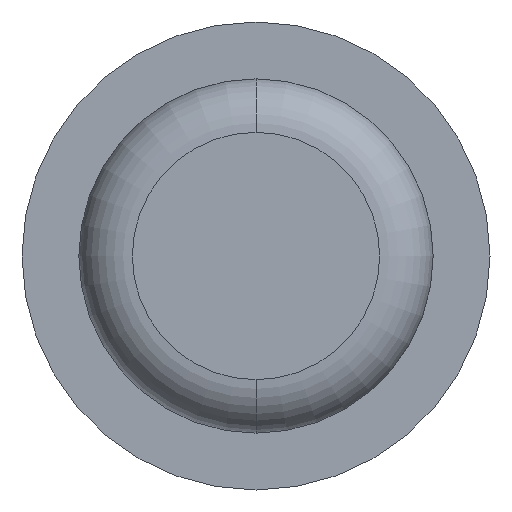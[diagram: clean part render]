
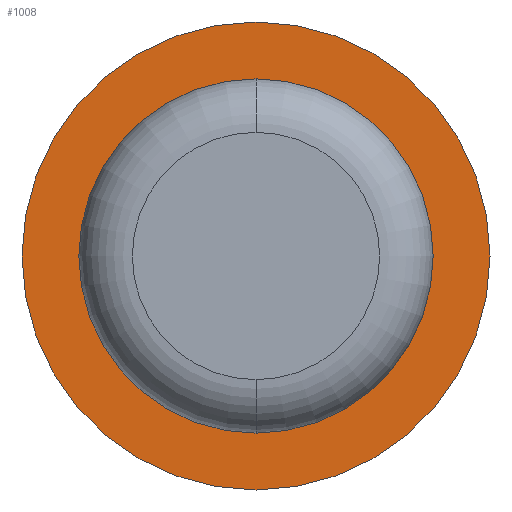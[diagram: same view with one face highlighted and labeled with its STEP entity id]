
A CAD part, front view. The second image highlights one B-rep face of the part: STEP entity #1008.
In plain terms, the highlighted planar face has unit normal (0, -1, 0).
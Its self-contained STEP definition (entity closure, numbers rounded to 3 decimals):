
#66 = AXIS2_PLACEMENT_3D ( 'NONE', #3095, #4211, #1135 ) ;
#377 = DIRECTION ( 'NONE',  ( 0., -1., 0. ) ) ;
#448 = CARTESIAN_POINT ( 'NONE',  ( 0., 7.9, 0. ) ) ;
#548 = CARTESIAN_POINT ( 'NONE',  ( 0., 7.9, -1.325 ) ) ;
#667 = EDGE_LOOP ( 'NONE', ( #3458, #3205 ) ) ;
#737 = CARTESIAN_POINT ( 'NONE',  ( 0., 7.9, 0. ) ) ;
#955 = EDGE_LOOP ( 'NONE', ( #1458, #4041 ) ) ;
#1008 = ADVANCED_FACE ( 'Defeature ausgef�hrt1_2', ( #3435, #3615 ), #1551, .T. ) ;
#1024 = CARTESIAN_POINT ( 'NONE',  ( 0., 7.9, 1.75 ) ) ;
#1034 = CARTESIAN_POINT ( 'NONE',  ( 0., 7.9, 1.325 ) ) ;
#1135 = DIRECTION ( 'NONE',  ( 0., 0., -1. ) ) ;
#1277 = EDGE_CURVE ( 'Defeature ausgef�hrt1_1+Defeature ausgef�hrt1_2+Defeature ausgef�hrt1_2+Defeature ausgef�hrt1_2', #1942, #2952, #2536, .T. ) ;
#1458 = ORIENTED_EDGE ( 'NONE', *, *, #2583, .T. ) ;
#1484 = DIRECTION ( 'NONE',  ( 0., -1., 0. ) ) ;
#1551 = PLANE ( 'NONE',  #1829 ) ;
#1627 = EDGE_CURVE ( 'Defeature ausgef�hrt1_2+Defeature ausgef�hrt1_3+Defeature ausgef�hrt1_3+Defeature ausgef�hrt1_3', #3375, #4561, #4481, .T. ) ;
#1829 = AXIS2_PLACEMENT_3D ( 'NONE', #2297, #377, #3874 ) ;
#1895 = EDGE_CURVE ( 'Defeature ausgef�hrt1_1+Defeature ausgef�hrt1_2+Defeature ausgef�hrt1_2+Defeature ausgef�hrt1_2', #2952, #1942, #3077, .T. ) ;
#1901 = DIRECTION ( 'NONE',  ( 0., 0., -1. ) ) ;
#1942 = VERTEX_POINT ( 'NONE', #548 ) ;
#1967 = AXIS2_PLACEMENT_3D ( 'NONE', #448, #2009, #2363 ) ;
#2009 = DIRECTION ( 'NONE',  ( 0., -1., 0. ) ) ;
#2297 = CARTESIAN_POINT ( 'NONE',  ( 1.325, 7.9, 0. ) ) ;
#2363 = DIRECTION ( 'NONE',  ( 0., 0., -1. ) ) ;
#2536 = CIRCLE ( 'NONE', #4599, 1.325 ) ;
#2583 = EDGE_CURVE ( 'Defeature ausgef�hrt1_2+Defeature ausgef�hrt1_3+Defeature ausgef�hrt1_3+Defeature ausgef�hrt1_3', #4561, #3375, #4303, .T. ) ;
#2952 = VERTEX_POINT ( 'NONE', #1034 ) ;
#2997 = CARTESIAN_POINT ( 'NONE',  ( 0., 7.9, -1.75 ) ) ;
#3074 = AXIS2_PLACEMENT_3D ( 'NONE', #3526, #4761, #4709 ) ;
#3077 = CIRCLE ( 'NONE', #1967, 1.325 ) ;
#3095 = CARTESIAN_POINT ( 'NONE',  ( 0., 7.9, 0. ) ) ;
#3205 = ORIENTED_EDGE ( 'NONE', *, *, #1895, .F. ) ;
#3375 = VERTEX_POINT ( 'NONE', #1024 ) ;
#3435 = FACE_OUTER_BOUND ( 'NONE', #955, .T. ) ;
#3458 = ORIENTED_EDGE ( 'NONE', *, *, #1277, .F. ) ;
#3526 = CARTESIAN_POINT ( 'NONE',  ( 0., 7.9, 0. ) ) ;
#3615 = FACE_BOUND ( 'NONE', #667, .T. ) ;
#3874 = DIRECTION ( 'NONE',  ( 0., 0., -1. ) ) ;
#4041 = ORIENTED_EDGE ( 'NONE', *, *, #1627, .T. ) ;
#4211 = DIRECTION ( 'NONE',  ( 0., -1., 0. ) ) ;
#4303 = CIRCLE ( 'NONE', #66, 1.75 ) ;
#4481 = CIRCLE ( 'NONE', #3074, 1.75 ) ;
#4561 = VERTEX_POINT ( 'NONE', #2997 ) ;
#4599 = AXIS2_PLACEMENT_3D ( 'NONE', #737, #1484, #1901 ) ;
#4709 = DIRECTION ( 'NONE',  ( 0., 0., -1. ) ) ;
#4761 = DIRECTION ( 'NONE',  ( 0., -1., 0. ) ) ;
